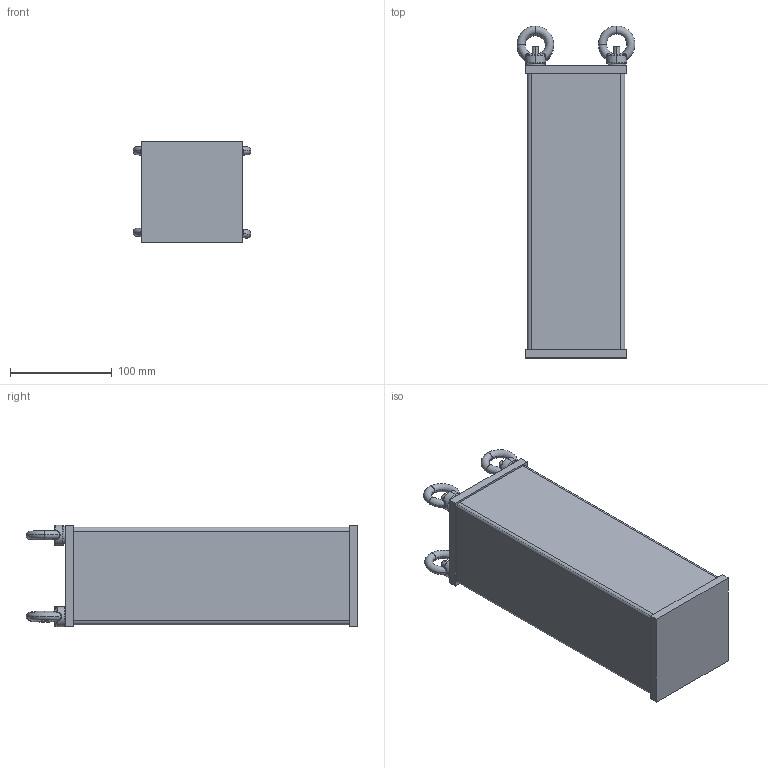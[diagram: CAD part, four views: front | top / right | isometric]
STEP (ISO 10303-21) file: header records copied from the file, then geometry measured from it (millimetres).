
FILE_DESCRIPTION (( 'STEP AP203' ), '1' );
FILE_NAME ('EstruturaCADSTEP203.STEP', '2023-10-26T22:06:55', ( '' ), ( '' ), 'SwSTEP 2.0', 'SolidWorks 2023', '' );
FILE_SCHEMA (( 'CONFIG_CONTROL_DESIGN' ));
Length unit declared in the file: millimetre
Products named in the file (8): EstruturaCADSTEP203; Base Cima; plain washer large grade ac_iso_Washer ISO 7093 - 6; Lateral; User Library-PORCA OLHAL DIN582-2_M8x1,25; Capa Exterior; Base Baixo; tubopcb
Assembly tree (19 placements, depth 2):
  EstruturaCADSTEP203
    Base Baixo
    Lateral  x4
    Capa Exterior
    tubopcb  x4
    Base Cima
    User Library-PORCA OLHAL DIN582-2_M8x1,25  x4
    plain washer large grade ac_iso_Washer ISO 7093 - 6  x4
Bounding box: 115.95 x 326.6 x 100 mm (x, y, z)
Volume: 446853.7 mm3; surface area: 427911.4 mm2
Topology: 19 solids, 19 shells, 484 faces, 1284 edges, 836 vertices
Faces by surface type: plane 204, cylinder 196, torus 44, bspline 40
Entity records: 7780 total; most frequent: CARTESIAN_POINT 1771, DIRECTION 1048, ORIENTED_EDGE 984, EDGE_CURVE 492, AXIS2_PLACEMENT_3D 384, VERTEX_POINT 323, LINE 280, VECTOR 280
